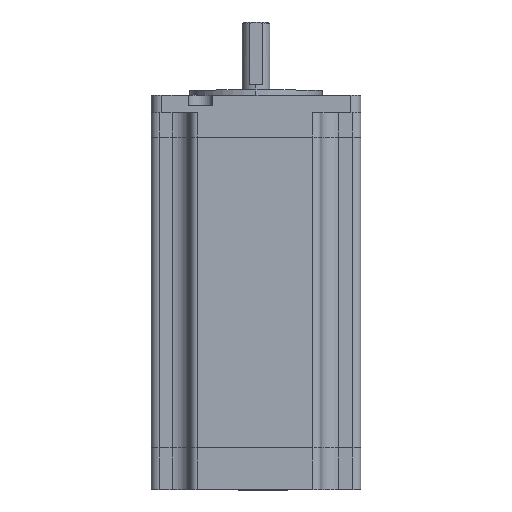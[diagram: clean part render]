
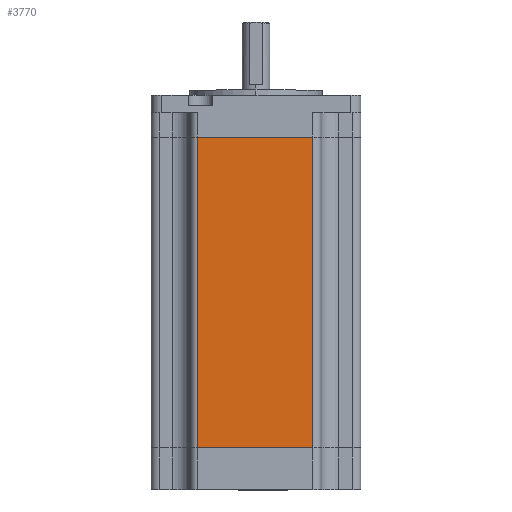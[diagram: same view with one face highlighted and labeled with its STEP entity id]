
A CAD part, top view. The second image highlights one B-rep face of the part: STEP entity #3770.
In plain terms, the highlighted planar face has unit normal (0, 0, 1).
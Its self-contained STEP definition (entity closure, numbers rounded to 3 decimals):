
#16 = EDGE_CURVE ( 'NONE', #2999, #2843, #5565, .T. ) ;
#368 = LINE ( 'NONE', #6541, #3267 ) ;
#406 = LINE ( 'NONE', #2945, #1138 ) ;
#854 = CARTESIAN_POINT ( 'NONE',  ( 27., -7.001, 30. ) ) ;
#921 = DIRECTION ( 'NONE',  ( 0., 0., -1. ) ) ;
#1138 = VECTOR ( 'NONE', #1747, 1000. ) ;
#1149 = AXIS2_PLACEMENT_3D ( 'NONE', #1536, #921, #4073 ) ;
#1219 = DIRECTION ( 'NONE',  ( 0., 1., 0. ) ) ;
#1361 = LINE ( 'NONE', #854, #3606 ) ;
#1536 = CARTESIAN_POINT ( 'NONE',  ( 27., 5., 30. ) ) ;
#1691 = ORIENTED_EDGE ( 'NONE', *, *, #16, .T. ) ;
#1741 = EDGE_LOOP ( 'NONE', ( #7687, #1691, #5363, #3157 ) ) ;
#1747 = DIRECTION ( 'NONE',  ( -1., 0., 0. ) ) ;
#2843 = VERTEX_POINT ( 'NONE', #7180 ) ;
#2945 = CARTESIAN_POINT ( 'NONE',  ( 27., -95.99, 30. ) ) ;
#2999 = VERTEX_POINT ( 'NONE', #7473 ) ;
#3119 = PLANE ( 'NONE',  #1149 ) ;
#3157 = ORIENTED_EDGE ( 'NONE', *, *, #4652, .F. ) ;
#3198 = VECTOR ( 'NONE', #1219, 1000. ) ;
#3267 = VECTOR ( 'NONE', #3411, 1000. ) ;
#3411 = DIRECTION ( 'NONE',  ( 0., 1., 0. ) ) ;
#3425 = VERTEX_POINT ( 'NONE', #5874 ) ;
#3606 = VECTOR ( 'NONE', #3885, 1000. ) ;
#3770 = ADVANCED_FACE ( 'NONE', ( #6856 ), #3119, .F. ) ;
#3880 = VERTEX_POINT ( 'NONE', #6883 ) ;
#3885 = DIRECTION ( 'NONE',  ( 1., 0., 0. ) ) ;
#4073 = DIRECTION ( 'NONE',  ( -1., 0., 0. ) ) ;
#4309 = CARTESIAN_POINT ( 'NONE',  ( 16.3, -108., 30. ) ) ;
#4652 = EDGE_CURVE ( 'NONE', #3425, #3880, #368, .T. ) ;
#5363 = ORIENTED_EDGE ( 'NONE', *, *, #5419, .F. ) ;
#5419 = EDGE_CURVE ( 'NONE', #3880, #2843, #1361, .T. ) ;
#5565 = LINE ( 'NONE', #4309, #3198 ) ;
#5874 = CARTESIAN_POINT ( 'NONE',  ( -16.7, -95.99, 30. ) ) ;
#6541 = CARTESIAN_POINT ( 'NONE',  ( -16.7, -108., 30. ) ) ;
#6856 = FACE_OUTER_BOUND ( 'NONE', #1741, .T. ) ;
#6883 = CARTESIAN_POINT ( 'NONE',  ( -16.7, -7.001, 30. ) ) ;
#7180 = CARTESIAN_POINT ( 'NONE',  ( 16.3, -7.001, 30. ) ) ;
#7473 = CARTESIAN_POINT ( 'NONE',  ( 16.3, -95.99, 30. ) ) ;
#7687 = ORIENTED_EDGE ( 'NONE', *, *, #7953, .F. ) ;
#7953 = EDGE_CURVE ( 'NONE', #2999, #3425, #406, .T. ) ;
